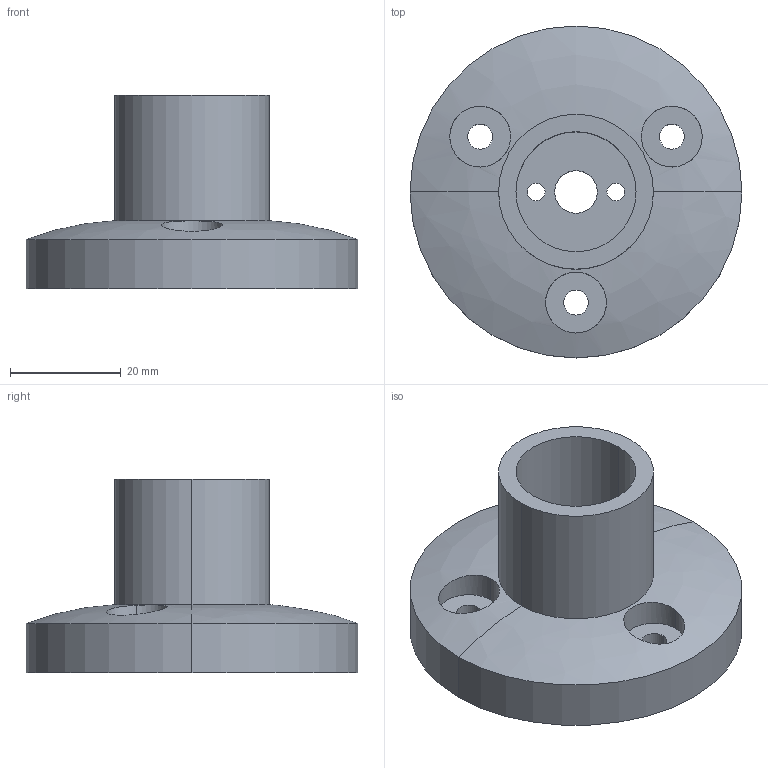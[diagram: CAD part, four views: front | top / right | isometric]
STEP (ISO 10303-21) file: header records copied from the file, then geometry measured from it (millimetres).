
FILE_DESCRIPTION (( 'STEP AP214' ), '1' );
FILE_NAME ('SZP-003W.step', '2018-07-03T12:01:53', ( '' ), ( '' ), 'SwSTEP 2.0', 'SolidWorks 2017', '' );
FILE_SCHEMA (( 'AUTOMOTIVE_DESIGN' ));
Length unit declared in the file: inch
Products named in the file (1): SZP-003W
Bounding box: 60 x 60 x 35 mm (x, y, z)
Volume: 30390.7 mm3; surface area: 12292.8 mm2
Topology: 1 solids, 1 shells, 39 faces, 88 edges, 56 vertices
Faces by surface type: cylinder 28, plane 7, bspline 4
Entity records: 1437 total; most frequent: CARTESIAN_POINT 475, DIRECTION 206, ORIENTED_EDGE 176, EDGE_CURVE 88, AXIS2_PLACEMENT_3D 88, VERTEX_POINT 56, EDGE_LOOP 56, CIRCLE 52
